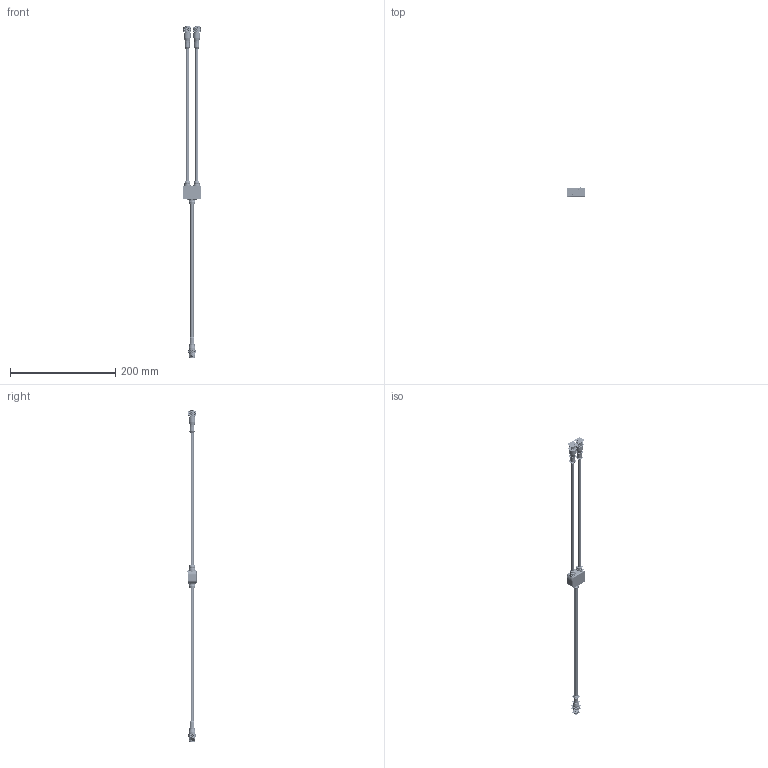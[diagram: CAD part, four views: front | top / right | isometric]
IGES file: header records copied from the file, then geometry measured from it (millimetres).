
Start section:  PTC IGES file: 220987_sm01.igs
Global section: file name: 220987_sm01.igs; native system: Creo Parametric by PTC Inc.; preprocessor: 2019292; author: iokafor; organization: Unknown; date: 20210111.103617; units: millimetre
Bounding box: 35 x 17.34 x 630.84 mm (x, y, z)
Surface area: 47013.1 mm2 (no closed solid volume)
Topology: 0 solids, 0 shells, 18572 faces, 220178 edges, 283998 vertices
Faces by surface type: bspline 14526, revolution 4046
